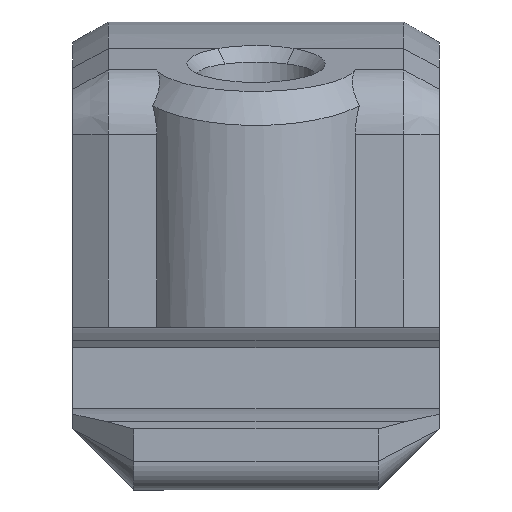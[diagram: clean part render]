
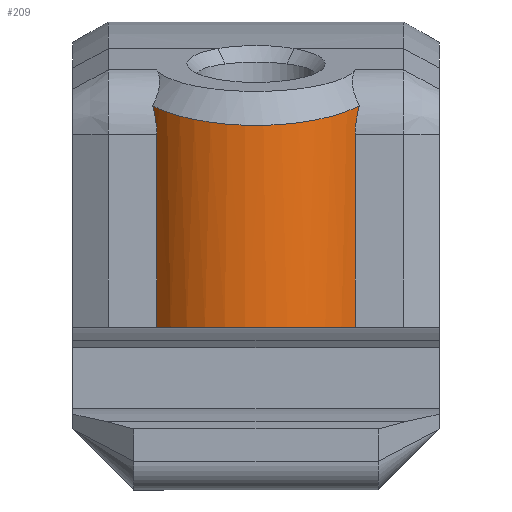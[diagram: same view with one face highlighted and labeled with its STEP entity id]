
A CAD part, front view. The second image highlights one B-rep face of the part: STEP entity #209.
In plain terms, the highlighted cylindrical face has radius 6 mm (diameter 12 mm), a partial arc.
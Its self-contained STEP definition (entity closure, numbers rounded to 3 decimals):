
#209=ADVANCED_FACE('',(#605),#607,.T.);
#605=FACE_BOUND('',#606,.T.);
#606=EDGE_LOOP('',(#1987,#1988,#1989,#1990,#1991,#1992));
#607=CYLINDRICAL_SURFACE('',#608,6.);
#608=AXIS2_PLACEMENT_3D('',#609,#610,#611);
#609=CARTESIAN_POINT('',(34.5,30.,16.259));
#610=DIRECTION('',(0.,0.,-1.));
#611=DIRECTION('',(1.,0.,0.));
#1987=ORIENTED_EDGE('',*,*,#2327,.F.);
#1988=ORIENTED_EDGE('',*,*,#2328,.T.);
#1989=ORIENTED_EDGE('',*,*,#2329,.T.);
#1990=ORIENTED_EDGE('',*,*,#2256,.F.);
#1991=ORIENTED_EDGE('',*,*,#2325,.T.);
#1992=ORIENTED_EDGE('',*,*,#2330,.T.);
#2256=EDGE_CURVE('',#2547,#2549,#2550,.T.);
#2325=EDGE_CURVE('',#2547,#2658,#2659,.F.);
#2327=EDGE_CURVE('',#2661,#2662,#2663,.F.);
#2328=EDGE_CURVE('',#2661,#2664,#2665,.T.);
#2329=EDGE_CURVE('',#2664,#2549,#2666,.T.);
#2330=EDGE_CURVE('',#2658,#2662,#2667,.F.);
#2547=VERTEX_POINT('',#3084);
#2549=VERTEX_POINT('',#3088);
#2550=CIRCLE('',#3089,6.);
#2658=VERTEX_POINT('',#3570);
#2659=LINE('',#3571,#3572);
#2661=VERTEX_POINT('',#3577);
#2662=VERTEX_POINT('',#3578);
#2663=B_SPLINE_CURVE_WITH_KNOTS('',3,
(#3579,#3580,#3581,#3582,#3583,#3584,#3585,#3586,#3587,#3588,#3589,#3590,#3591,#3592,
#3593,#3594,#3595,#3596,#3597,#3598,#3599,#3600,#3601),
.UNSPECIFIED.,.F.,.F.,
(4,1,1,1,1,1,1,1,1,1,1,1,1,1,1,1,1,1,1,1,4),
(0.,0.072,0.134,0.186,0.237,0.288,
0.336,0.382,0.427,0.473,0.518,
0.562,0.607,0.654,0.702,0.751,
0.802,0.854,0.916,0.965,1.),
.UNSPECIFIED.);
#2664=VERTEX_POINT('',#3602);
#2665=B_SPLINE_CURVE_WITH_KNOTS('',3,
(#3603,#3604,#3605,#3606,#3607,#3608,#3609,#3610,#3611,#3612,#3613,#3614,#3615,#3616,
#3617,#3618,#3619),
.UNSPECIFIED.,.F.,.F.,
(4,1,1,1,1,1,1,1,1,1,1,1,1,1,4),
(0.,0.039,0.093,0.158,0.229,0.324,
0.422,0.523,0.595,0.663,0.729,
0.795,0.863,0.931,1.),
.UNSPECIFIED.);
#2666=LINE('',#3620,#3621);
#2667=B_SPLINE_CURVE_WITH_KNOTS('',3,
(#3623,#3624,#3625,#3626,#3627,#3628,#3629,#3630,#3631,#3632,#3633,#3634,#3635,#3636,
#3637,#3638,#3639),
.UNSPECIFIED.,.F.,.F.,
(4,1,1,1,1,1,1,1,1,1,1,1,1,1,4),
(0.,0.039,0.093,0.158,0.229,0.324,
0.422,0.523,0.595,0.663,0.729,
0.795,0.863,0.931,1.),
.UNSPECIFIED.);
#3084=CARTESIAN_POINT('',(39.373,26.5,0.));
#3088=CARTESIAN_POINT('',(29.627,26.5,0.));
#3089=AXIS2_PLACEMENT_3D('',#3090,#3091,#3092);
#3090=CARTESIAN_POINT('',(34.5,30.,0.));
#3091=DIRECTION('',(0.,0.,-1.));
#3092=DIRECTION('',(0.812,-0.583,0.));
#3570=CARTESIAN_POINT('',(39.373,26.5,9.479));
#3571=CARTESIAN_POINT('',(39.373,26.5,9.479));
#3572=VECTOR('',#3573,1.);
#3573=DIRECTION('',(0.,0.,-1.));
#3577=CARTESIAN_POINT('',(29.415,26.815,10.882));
#3578=CARTESIAN_POINT('',(39.585,26.815,10.882));
#3579=CARTESIAN_POINT('',(39.585,26.815,10.882));
#3580=CARTESIAN_POINT('',(39.437,26.578,10.805));
#3581=CARTESIAN_POINT('',(39.128,26.155,10.663));
#3582=CARTESIAN_POINT('',(38.621,25.622,10.483));
#3583=CARTESIAN_POINT('',(38.115,25.198,10.338));
#3584=CARTESIAN_POINT('',(37.6,24.85,10.217));
#3585=CARTESIAN_POINT('',(37.06,24.562,10.116));
#3586=CARTESIAN_POINT('',(36.51,24.337,10.036));
#3587=CARTESIAN_POINT('',(35.959,24.171,9.977));
#3588=CARTESIAN_POINT('',(35.402,24.059,9.937));
#3589=CARTESIAN_POINT('',(34.84,24.001,9.916));
#3590=CARTESIAN_POINT('',(34.278,23.995,9.914));
#3591=CARTESIAN_POINT('',(33.722,24.042,9.931));
#3592=CARTESIAN_POINT('',(33.168,24.141,9.966));
#3593=CARTESIAN_POINT('',(32.61,24.295,10.022));
#3594=CARTESIAN_POINT('',(32.057,24.509,10.098));
#3595=CARTESIAN_POINT('',(31.517,24.782,10.194));
#3596=CARTESIAN_POINT('',(30.999,25.114,10.309));
#3597=CARTESIAN_POINT('',(30.484,25.525,10.45));
#3598=CARTESIAN_POINT('',(30.029,25.981,10.605));
#3599=CARTESIAN_POINT('',(29.671,26.427,10.754));
#3600=CARTESIAN_POINT('',(29.488,26.698,10.844));
#3601=CARTESIAN_POINT('',(29.415,26.815,10.882));
#3602=CARTESIAN_POINT('',(29.627,26.5,9.479));
#3603=CARTESIAN_POINT('',(29.415,26.815,10.882));
#3604=CARTESIAN_POINT('',(29.42,26.807,10.866));
#3605=CARTESIAN_POINT('',(29.432,26.789,10.826));
#3606=CARTESIAN_POINT('',(29.451,26.759,10.757));
#3607=CARTESIAN_POINT('',(29.473,26.724,10.673));
#3608=CARTESIAN_POINT('',(29.498,26.686,10.57));
#3609=CARTESIAN_POINT('',(29.525,26.646,10.45));
#3610=CARTESIAN_POINT('',(29.551,26.607,10.314));
#3611=CARTESIAN_POINT('',(29.573,26.576,10.187));
#3612=CARTESIAN_POINT('',(29.589,26.553,10.072));
#3613=CARTESIAN_POINT('',(29.6,26.537,9.973));
#3614=CARTESIAN_POINT('',(29.61,26.524,9.876));
#3615=CARTESIAN_POINT('',(29.617,26.513,9.779));
#3616=CARTESIAN_POINT('',(29.622,26.506,9.68));
#3617=CARTESIAN_POINT('',(29.626,26.501,9.58));
#3618=CARTESIAN_POINT('',(29.627,26.5,9.513));
#3619=CARTESIAN_POINT('',(29.627,26.5,9.479));
#3620=CARTESIAN_POINT('',(29.627,26.5,9.479));
#3621=VECTOR('',#3622,1.);
#3622=DIRECTION('',(0.,0.,-1.));
#3623=CARTESIAN_POINT('',(39.585,26.815,10.882));
#3624=CARTESIAN_POINT('',(39.58,26.807,10.866));
#3625=CARTESIAN_POINT('',(39.568,26.789,10.826));
#3626=CARTESIAN_POINT('',(39.549,26.759,10.757));
#3627=CARTESIAN_POINT('',(39.527,26.724,10.673));
#3628=CARTESIAN_POINT('',(39.502,26.686,10.57));
#3629=CARTESIAN_POINT('',(39.475,26.646,10.45));
#3630=CARTESIAN_POINT('',(39.449,26.607,10.314));
#3631=CARTESIAN_POINT('',(39.427,26.576,10.187));
#3632=CARTESIAN_POINT('',(39.411,26.553,10.072));
#3633=CARTESIAN_POINT('',(39.4,26.537,9.973));
#3634=CARTESIAN_POINT('',(39.39,26.524,9.876));
#3635=CARTESIAN_POINT('',(39.383,26.513,9.779));
#3636=CARTESIAN_POINT('',(39.378,26.506,9.68));
#3637=CARTESIAN_POINT('',(39.374,26.501,9.58));
#3638=CARTESIAN_POINT('',(39.373,26.5,9.513));
#3639=CARTESIAN_POINT('',(39.373,26.5,9.479));
